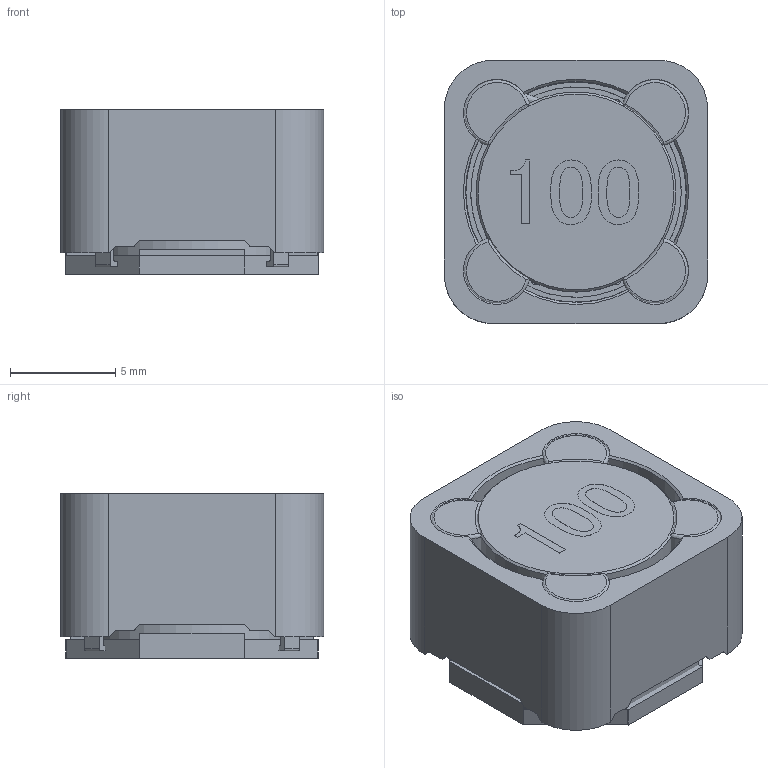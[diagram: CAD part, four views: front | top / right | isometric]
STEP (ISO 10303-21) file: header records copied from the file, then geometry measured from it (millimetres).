
FILE_DESCRIPTION( ('This file contains a STEP AP42 implementation' ,'as created by ZW3D STEP Interface translator.') ,'2;1' );
FILE_NAME( 'ASS1280-F.stp' ,'14 320.11 645', (''), ('ZWCAD Software Co.'), 'Version 1.0', 'ZW3D to STEP translator', '' );
FILE_SCHEMA( ('CONFIG_CONTROL_DESIGN') );
Length unit declared in the file: millimetre
Products named in the file (1): 0
Bounding box: 12.5 x 12.5 x 7.83 mm (x, y, z)
Volume: 790.5 mm3; surface area: 2500.6 mm2
Topology: 19 solids, 44 shells, 426 faces, 1092 edges, 715 vertices
Faces by surface type: bspline 426
Entity records: 169447 total; most frequent: CARTESIAN_POINT 162899, ORIENTED_EDGE 2142, EDGE_CURVE 1092, B_SPLINE_CURVE_WITH_KNOTS 881, VERTEX_POINT 715, EDGE_LOOP 447, FACE_OUTER_BOUND 426, ADVANCED_FACE 426
